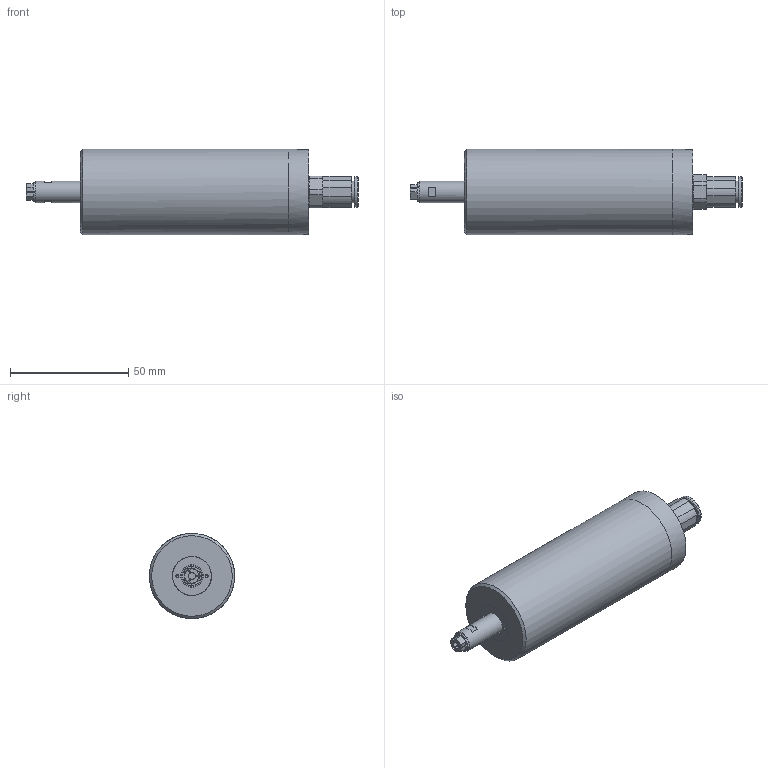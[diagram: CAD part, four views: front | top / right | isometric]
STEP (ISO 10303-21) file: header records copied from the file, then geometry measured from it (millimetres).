
FILE_DESCRIPTION((''),'2;1');
FILE_NAME('EST 1000 K_29939577.stp','2008-06-10T12:54:06',('rmorof'),(''),'Autodesk Inventor 2008','Autodesk Inventor 2008','');
FILE_SCHEMA(('AUTOMOTIVE_DESIGN { 1 0 10303 214 1 1 1 1 }'));
Length unit declared in the file: millimetre
Products named in the file (1): Bauteil18
Bounding box: 140.18 x 35.98 x 35.97 mm (x, y, z)
Volume: 101242.8 mm3; surface area: 15413 mm2
Topology: 1 solids, 1 shells, 127 faces, 307 edges, 196 vertices
Faces by surface type: plane 65, cone 28, cylinder 27, bspline 6, torus 1
Full cylindrical faces by diameter (mm): 3 x1, 3.1 x1, 8 x1, 9 x1, 9.2 x1, 9.5 x1, 13 x1, 36 x2
Entity records: 3757 total; most frequent: CARTESIAN_POINT 828, DIRECTION 565, ORIENTED_EDGE 554, EDGE_CURVE 277, AXIS2_PLACEMENT_3D 229, VERTEX_POINT 186, EDGE_LOOP 161, FACE_OUTER_BOUND 127
